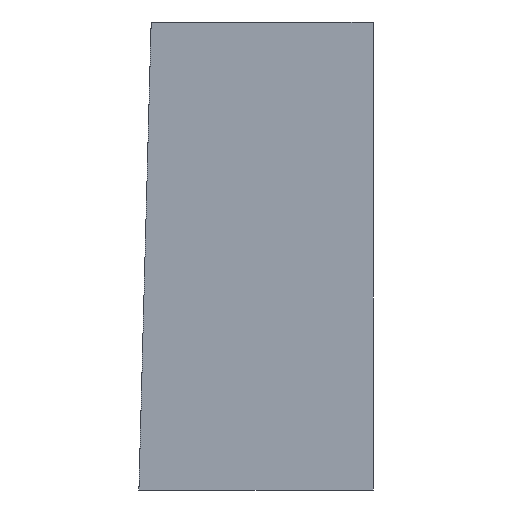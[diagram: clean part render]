
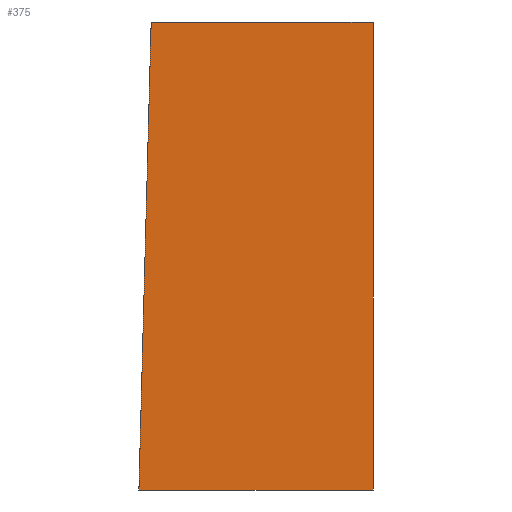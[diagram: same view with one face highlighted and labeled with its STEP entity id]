
A CAD part, left-side view. The second image highlights one B-rep face of the part: STEP entity #375.
In plain terms, the highlighted planar face has unit normal (-1, 0, 0).
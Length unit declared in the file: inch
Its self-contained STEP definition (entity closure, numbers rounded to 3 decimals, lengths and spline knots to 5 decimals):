
#51 = CARTESIAN_POINT ( 'NONE',  ( -0.35433, 0., 0. ) ) ;
#59 = CARTESIAN_POINT ( 'NONE',  ( -0.35433, 0.18669, 0. ) ) ;
#72 = CARTESIAN_POINT ( 'NONE',  ( -0.35433, 0., -0.3937 ) ) ;
#74 = CARTESIAN_POINT ( 'NONE',  ( -0.35433, 0., -0.3937 ) ) ;
#89 = CARTESIAN_POINT ( 'NONE',  ( -0.35433, 0., -0.3937 ) ) ;
#92 = DIRECTION ( 'NONE',  ( 0., 0., 1. ) ) ;
#94 = CARTESIAN_POINT ( 'NONE',  ( -0.35433, 0., -0.3937 ) ) ;
#95 = PLANE ( 'NONE',  #371 ) ;
#102 = DIRECTION ( 'NONE',  ( 0., -1., 0. ) ) ;
#112 = CARTESIAN_POINT ( 'NONE',  ( -0.35433, 0.197, -0.3937 ) ) ;
#117 = CARTESIAN_POINT ( 'NONE',  ( -0.35433, 0., 0. ) ) ;
#118 = DIRECTION ( 'NONE',  ( 0., -0.026, 1. ) ) ;
#121 = DIRECTION ( 'NONE',  ( 0., 0., 1. ) ) ;
#129 = DIRECTION ( 'NONE',  ( -1., 0., 0. ) ) ;
#136 = VERTEX_POINT ( 'NONE', #72 ) ;
#140 = CARTESIAN_POINT ( 'NONE',  ( -0.35433, 0.19687, -0.38855 ) ) ;
#142 = VERTEX_POINT ( 'NONE', #59 ) ;
#158 = VERTEX_POINT ( 'NONE', #117 ) ;
#159 = VERTEX_POINT ( 'NONE', #112 ) ;
#160 = DIRECTION ( 'NONE',  ( 0., -1., 0. ) ) ;
#169 = FACE_OUTER_BOUND ( 'NONE', #315, .T. ) ;
#170 = VECTOR ( 'NONE', #160, 39.37008 ) ;
#182 = LINE ( 'NONE', #51, #170 ) ;
#194 = LINE ( 'NONE', #89, #220 ) ;
#210 = LINE ( 'NONE', #140, #225 ) ;
#220 = VECTOR ( 'NONE', #102, 39.37008 ) ;
#225 = VECTOR ( 'NONE', #118, 39.37008 ) ;
#227 = ORIENTED_EDGE ( 'NONE', *, *, #342, .F. ) ;
#268 = VECTOR ( 'NONE', #92, 39.37008 ) ;
#269 = LINE ( 'NONE', #74, #268 ) ;
#286 = ORIENTED_EDGE ( 'NONE', *, *, #318, .T. ) ;
#296 = ORIENTED_EDGE ( 'NONE', *, *, #354, .T. ) ;
#305 = ORIENTED_EDGE ( 'NONE', *, *, #346, .F. ) ;
#315 = EDGE_LOOP ( 'NONE', ( #305, #286, #296, #227 ) ) ;
#318 = EDGE_CURVE ( 'NONE', #159, #136, #194, .T. ) ;
#342 = EDGE_CURVE ( 'NONE', #142, #158, #182, .T. ) ;
#346 = EDGE_CURVE ( 'NONE', #159, #142, #210, .T. ) ;
#354 = EDGE_CURVE ( 'NONE', #136, #158, #269, .T. ) ;
#371 = AXIS2_PLACEMENT_3D ( 'NONE', #94, #129, #121 ) ;
#375 = ADVANCED_FACE ( 'NONE', ( #169 ), #95, .T. ) ;
